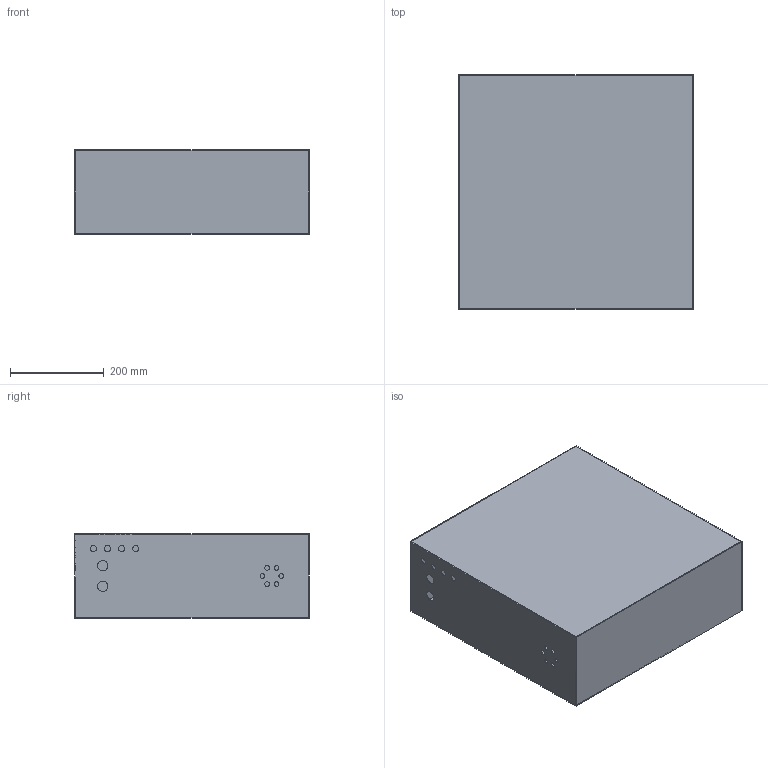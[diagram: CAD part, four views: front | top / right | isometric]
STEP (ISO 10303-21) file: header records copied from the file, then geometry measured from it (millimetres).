
FILE_DESCRIPTION (( 'STEP AP214' ), '1' );
FILE_NAME ('Hal_Casing.STEP', '2020-04-10T09:49:57', ( '' ), ( '' ), 'SwSTEP 2.0', 'SolidWorks 2019', '' );
FILE_SCHEMA (( 'AUTOMOTIVE_DESIGN' ));
Length unit declared in the file: millimetre
Products named in the file (1): Hal_Casing
Bounding box: 500 x 500 x 180 mm (x, y, z)
Volume: 1670683.9 mm3; surface area: 1693159.9 mm2
Topology: 6 solids, 6 shells, 98 faces, 258 edges, 172 vertices
Faces by surface type: plane 65, cylinder 33
Entity records: 3199 total; most frequent: CARTESIAN_POINT 529, DIRECTION 522, ORIENTED_EDGE 516, EDGE_CURVE 258, VECTOR 192, LINE 192, VERTEX_POINT 172, AXIS2_PLACEMENT_3D 165
